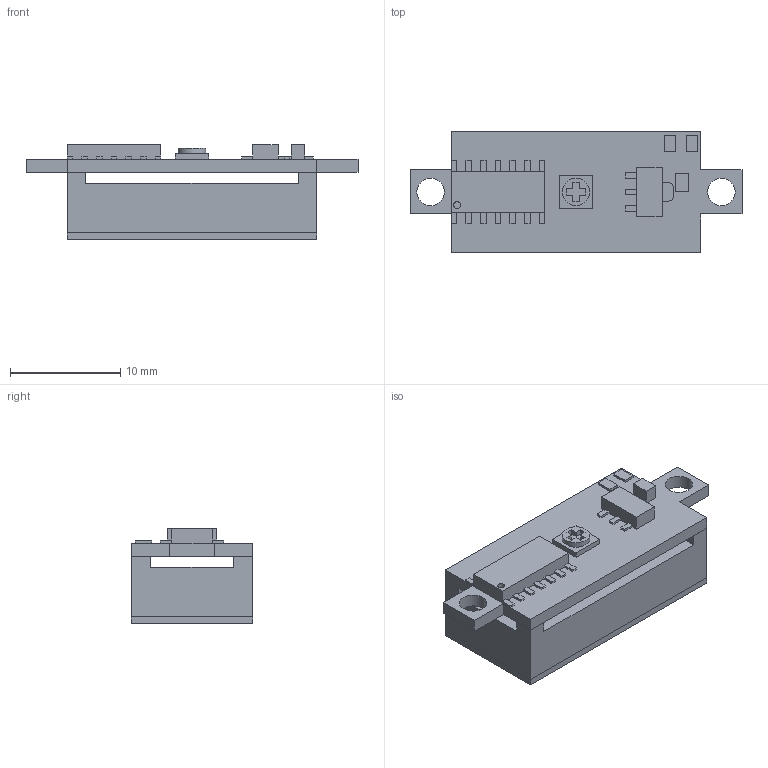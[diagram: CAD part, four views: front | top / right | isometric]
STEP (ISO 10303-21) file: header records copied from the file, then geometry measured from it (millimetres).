
FILE_DESCRIPTION(/* description */ (''),/* implementation_level */ '2;1');
FILE_NAME(/* name */ 'LED Display v3.step',/* time_stamp */ '2025-06-12T09:14:07+10:00',/* author */ (''),/* organization */ (''),/* preprocessor_version */ 'ST-DEVELOPER v20.1',/* originating_system */ 'Autodesk Translation Framework v14.10.0.0',/* authorisation */ '');
FILE_SCHEMA (('AUTOMOTIVE_DESIGN { 1 0 10303 214 3 1 1 }'));
Length unit declared in the file: millimetre
Products named in the file (2): LED Display; Module
Assembly tree (1 placements, depth 2):
  LED Display
    Module
Bounding box: 30.17 x 11 x 8.63 mm (x, y, z)
Volume: 1674.7 mm3; surface area: 2501.8 mm2
Topology: 35 solids, 35 shells, 320 faces, 711 edges, 474 vertices
Faces by surface type: plane 307, cylinder 13
Full cylindrical faces by diameter (mm): 0.5 x6, 0.65 x1, 2.5 x4
Entity records: 8786 total; most frequent: CARTESIAN_POINT 1508, ORIENTED_EDGE 1422, DIRECTION 1383, EDGE_CURVE 711, LINE 685, VECTOR 685, VERTEX_POINT 474, EDGE_LOOP 353
